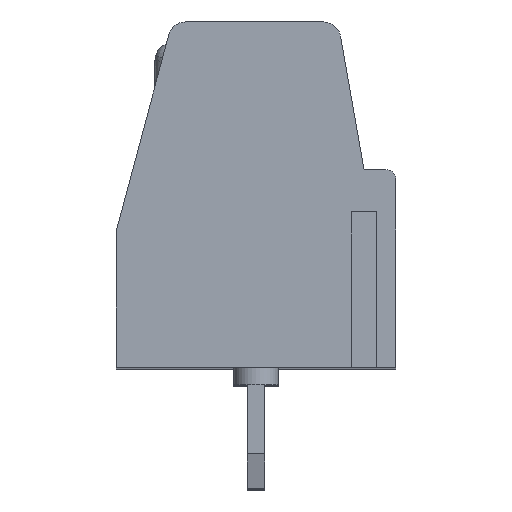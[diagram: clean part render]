
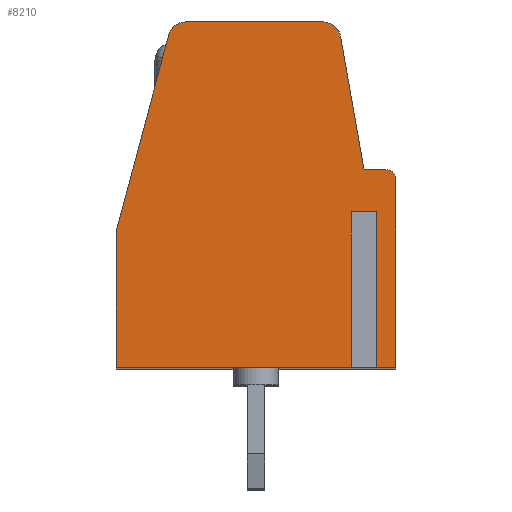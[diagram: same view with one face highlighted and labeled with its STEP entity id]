
A CAD part, top view. The second image highlights one B-rep face of the part: STEP entity #8210.
In plain terms, the highlighted face is planar.
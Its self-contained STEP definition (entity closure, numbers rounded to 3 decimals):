
#5470=CARTESIAN_POINT('',(-38.767,-26.716,-7.62));
#5480=DIRECTION('',(0.,-1.,0.));
#5490=VECTOR('',#5480,1.);
#5500=LINE('',#5470,#5490);
#5510=CARTESIAN_POINT('',(-38.767,20.009,-7.62));
#5520=VERTEX_POINT('',#5510);
#5530=CARTESIAN_POINT('',(-38.767,15.509,-7.62));
#5540=VERTEX_POINT('',#5530);
#5550=EDGE_CURVE('',#5520,#5540,#5500,.T.);
#7120=CARTESIAN_POINT('',(0.,0.,-7.62));
#7130=DIRECTION('',(0.,0.,1.));
#7140=DIRECTION('',(1.,0.,0.));
#7150=AXIS2_PLACEMENT_3D('',#7120,#7130,#7140);
#7160=PLANE('',#7150);
#7170=CARTESIAN_POINT('',(-33.813,25.009,-7.62));
#7180=DIRECTION('',(0.,0.,1.));
#7190=DIRECTION('',(1.,0.,0.));
#7200=AXIS2_PLACEMENT_3D('',#7170,#7180,#7190);
#7210=CIRCLE('',#7200,0.5);
#7220=CARTESIAN_POINT('',(-33.33,25.138,-7.62));
#7230=VERTEX_POINT('',#7220);
#7240=CARTESIAN_POINT('',(-33.813,25.509,-7.62));
#7250=VERTEX_POINT('',#7240);
#7260=EDGE_CURVE('',#7230,#7250,#7210,.T.);
#7270=ORIENTED_EDGE('',*,*,#7260,.F.);
#7280=CARTESIAN_POINT('',(-88.926,25.509,-7.62));
#7290=DIRECTION('',(1.,0.,0.));
#7300=VECTOR('',#7290,1.);
#7310=LINE('',#7280,#7300);
#7320=CARTESIAN_POINT('',(-37.809,25.509,-7.62));
#7330=VERTEX_POINT('',#7320);
#7340=EDGE_CURVE('',#7330,#7250,#7310,.T.);
#7350=ORIENTED_EDGE('',*,*,#7340,.T.);
#7360=CARTESIAN_POINT('',(-37.809,25.009,-7.62));
#7370=DIRECTION('',(0.,0.,1.));
#7380=DIRECTION('',(1.,0.,0.));
#7390=AXIS2_PLACEMENT_3D('',#7360,#7370,#7380);
#7400=CIRCLE('',#7390,0.5);
#7410=CARTESIAN_POINT('',(-38.302,25.096,-7.62));
#7420=VERTEX_POINT('',#7410);
#7430=EDGE_CURVE('',#7330,#7420,#7400,.T.);
#7440=ORIENTED_EDGE('',*,*,#7430,.F.);
#7450=CARTESIAN_POINT('',(-47.438,-26.716,-7.62));
#7460=DIRECTION('',(0.174,0.985,0.));
#7470=VECTOR('',#7460,1.);
#7480=LINE('',#7450,#7470);
#7490=CARTESIAN_POINT('',(-38.982,21.239,-7.62));
#7500=VERTEX_POINT('',#7490);
#7510=EDGE_CURVE('',#7500,#7420,#7480,.T.);
#7520=ORIENTED_EDGE('',*,*,#7510,.T.);
#7530=CARTESIAN_POINT('',(-88.926,21.239,-7.62));
#7540=DIRECTION('',(1.,0.,0.));
#7550=VECTOR('',#7540,1.);
#7560=LINE('',#7530,#7550);
#7570=CARTESIAN_POINT('',(-39.604,21.239,-7.62));
#7580=VERTEX_POINT('',#7570);
#7590=EDGE_CURVE('',#7580,#7500,#7560,.T.);
#7600=ORIENTED_EDGE('',*,*,#7590,.T.);
#7610=CARTESIAN_POINT('',(-39.604,20.939,-7.62));
#7620=DIRECTION('',(0.,0.,1.));
#7630=DIRECTION('',(1.,0.,0.));
#7640=AXIS2_PLACEMENT_3D('',#7610,#7620,#7630);
#7650=CIRCLE('',#7640,0.3);
#7660=CARTESIAN_POINT('',(-39.904,20.939,-7.62));
#7670=VERTEX_POINT('',#7660);
#7680=EDGE_CURVE('',#7580,#7670,#7650,.T.);
#7690=ORIENTED_EDGE('',*,*,#7680,.F.);
#7700=CARTESIAN_POINT('',(-39.904,-26.716,-7.62));
#7710=DIRECTION('',(0.,1.,0.));
#7720=VECTOR('',#7710,1.);
#7730=LINE('',#7700,#7720);
#7740=CARTESIAN_POINT('',(-39.904,15.509,-7.62));
#7750=VERTEX_POINT('',#7740);
#7760=EDGE_CURVE('',#7750,#7670,#7730,.T.);
#7770=ORIENTED_EDGE('',*,*,#7760,.T.);
#7780=CARTESIAN_POINT('',(-88.926,15.509,-7.62));
#7790=DIRECTION('',(-1.,0.,0.));
#7800=VECTOR('',#7790,1.);
#7810=LINE('',#7780,#7800);
#7820=CARTESIAN_POINT('',(-39.181,15.509,-7.62));
#7830=VERTEX_POINT('',#7820);
#7840=EDGE_CURVE('',#7830,#7750,#7810,.T.);
#7850=ORIENTED_EDGE('',*,*,#7840,.T.);
#7860=CARTESIAN_POINT('',(-39.181,-26.716,-7.62));
#7870=DIRECTION('',(0.,1.,0.));
#7880=VECTOR('',#7870,1.);
#7890=LINE('',#7860,#7880);
#7900=CARTESIAN_POINT('',(-39.181,20.009,-7.62));
#7910=VERTEX_POINT('',#7900);
#7920=EDGE_CURVE('',#7830,#7910,#7890,.T.);
#7930=ORIENTED_EDGE('',*,*,#7920,.F.);
#7940=CARTESIAN_POINT('',(-88.926,20.009,-7.62));
#7950=DIRECTION('',(-1.,0.,0.));
#7960=VECTOR('',#7950,1.);
#7970=LINE('',#7940,#7960);
#7980=EDGE_CURVE('',#5520,#7910,#7970,.T.);
#7990=ORIENTED_EDGE('',*,*,#7980,.T.);
#8000=ORIENTED_EDGE('',*,*,#5550,.F.);
#8010=CARTESIAN_POINT('',(-31.804,15.509,-7.62));
#8020=VERTEX_POINT('',#8010);
#8030=EDGE_CURVE('',#8020,#5540,#7810,.T.);
#8040=ORIENTED_EDGE('',*,*,#8030,.T.);
#8050=CARTESIAN_POINT('',(-31.804,-26.716,-7.62));
#8060=DIRECTION('',(0.,-1.,0.));
#8070=VECTOR('',#8060,1.);
#8080=LINE('',#8050,#8070);
#8090=CARTESIAN_POINT('',(-31.804,19.444,-7.62));
#8100=VERTEX_POINT('',#8090);
#8110=EDGE_CURVE('',#8100,#8020,#8080,.T.);
#8120=ORIENTED_EDGE('',*,*,#8110,.T.);
#8130=CARTESIAN_POINT('',(-19.435,-26.716,-7.62));
#8140=DIRECTION('',(0.259,-0.966,0.));
#8150=VECTOR('',#8140,1.);
#8160=LINE('',#8130,#8150);
#8170=EDGE_CURVE('',#7230,#8100,#8160,.T.);
#8180=ORIENTED_EDGE('',*,*,#8170,.T.);
#8190=EDGE_LOOP('',(#8180,#8120,#8040,#8000,#7990,#7930,#7850,#7770,
#7690,#7600,#7520,#7440,#7350,#7270));
#8200=FACE_OUTER_BOUND('',#8190,.T.);
#8210=ADVANCED_FACE('',(#8200),#7160,.F.);
